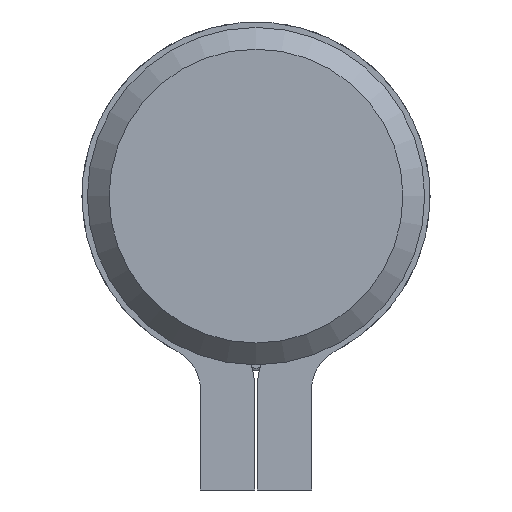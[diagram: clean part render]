
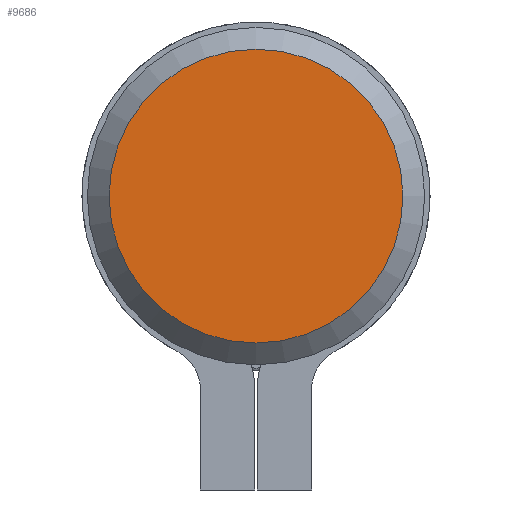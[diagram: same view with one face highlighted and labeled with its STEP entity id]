
A CAD part, front view. The second image highlights one B-rep face of the part: STEP entity #9686.
In plain terms, the highlighted planar face has unit normal (0, -1, 0).
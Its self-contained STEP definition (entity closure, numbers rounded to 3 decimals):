
#133 = EDGE_CURVE ( 'NONE', #11098, #11098, #7187, .T. ) ;
#2361 = AXIS2_PLACEMENT_3D ( 'NONE', #3975, #5220, #7358 ) ;
#3975 = CARTESIAN_POINT ( 'NONE',  ( 0., -72., 0. ) ) ;
#5042 = ORIENTED_EDGE ( 'NONE', *, *, #133, .T. ) ;
#5083 = DIRECTION ( 'NONE',  ( 0., 1., 0. ) ) ;
#5132 = CARTESIAN_POINT ( 'NONE',  ( 0., -72., 0. ) ) ;
#5220 = DIRECTION ( 'NONE',  ( 0., -1., 0. ) ) ;
#6255 = PLANE ( 'NONE',  #11671 ) ;
#6278 = CARTESIAN_POINT ( 'NONE',  ( 0., -72., 6.75 ) ) ;
#7187 = CIRCLE ( 'NONE', #2361, 6.75 ) ;
#7358 = DIRECTION ( 'NONE',  ( 0., 0., 1. ) ) ;
#8307 = EDGE_LOOP ( 'NONE', ( #5042 ) ) ;
#8360 = DIRECTION ( 'NONE',  ( 0., 0., 1. ) ) ;
#9686 = ADVANCED_FACE ( 'NONE', ( #11060 ), #6255, .F. ) ;
#11060 = FACE_OUTER_BOUND ( 'NONE', #8307, .T. ) ;
#11098 = VERTEX_POINT ( 'NONE', #6278 ) ;
#11671 = AXIS2_PLACEMENT_3D ( 'NONE', #5132, #5083, #8360 ) ;
